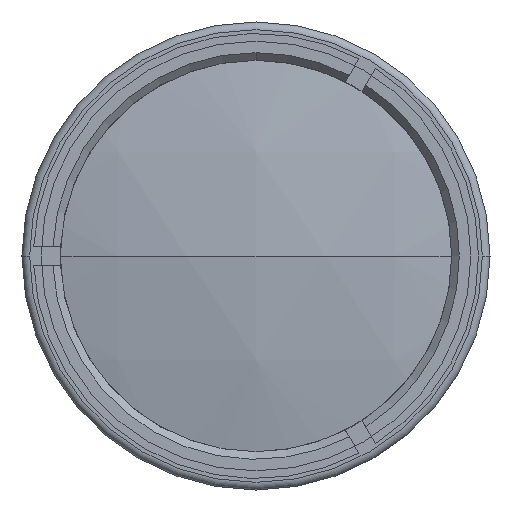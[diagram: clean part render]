
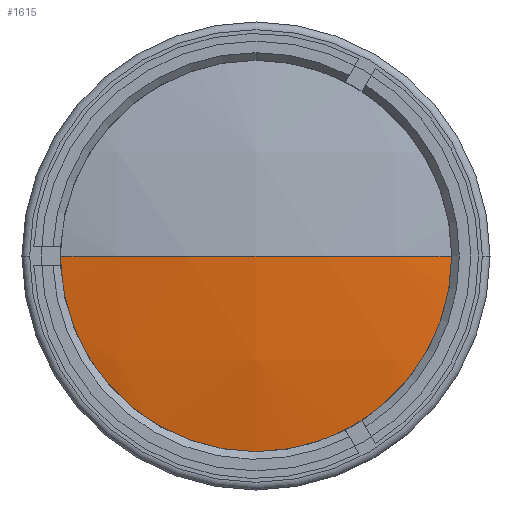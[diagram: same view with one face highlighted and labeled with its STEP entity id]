
A CAD part, left-side view. The second image highlights one B-rep face of the part: STEP entity #1615.
In plain terms, the highlighted spherical face has radius 124 mm.
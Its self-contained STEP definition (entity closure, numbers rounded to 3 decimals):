
#77 = ORIENTED_EDGE ( 'NONE', *, *, #927, .T. ) ;
#122 = CARTESIAN_POINT ( 'NONE',  ( -104.365, 0., 0. ) ) ;
#201 = DIRECTION ( 'NONE',  ( -1., 0., 0. ) ) ;
#481 = CIRCLE ( 'NONE', #1732, 27. ) ;
#493 = CIRCLE ( 'NONE', #2195, 124. ) ;
#554 = AXIS2_PLACEMENT_3D ( 'NONE', #1327, #3617, #1658 ) ;
#639 = CIRCLE ( 'NONE', #554, 124. ) ;
#863 = DIRECTION ( 'NONE',  ( 0., 0., 1. ) ) ;
#904 = EDGE_CURVE ( 'NONE', #1915, #1913, #481, .T. ) ;
#927 = EDGE_CURVE ( 'NONE', #1913, #2881, #493, .T. ) ;
#1145 = SPHERICAL_SURFACE ( 'NONE', #3560, 124. ) ;
#1248 = FACE_OUTER_BOUND ( 'NONE', #2815, .T. ) ;
#1327 = CARTESIAN_POINT ( 'NONE',  ( 16.66, 0., 0. ) ) ;
#1351 = CARTESIAN_POINT ( 'NONE',  ( -104.365, 27., 0. ) ) ;
#1615 = ADVANCED_FACE ( 'NONE', ( #1248 ), #1145, .T. ) ;
#1658 = DIRECTION ( 'NONE',  ( 0., -1., 0. ) ) ;
#1732 = AXIS2_PLACEMENT_3D ( 'NONE', #122, #201, #863 ) ;
#1786 = EDGE_CURVE ( 'NONE', #1915, #2881, #639, .T. ) ;
#1900 = DIRECTION ( 'NONE',  ( 0., 1., 0. ) ) ;
#1913 = VERTEX_POINT ( 'NONE', #3033 ) ;
#1915 = VERTEX_POINT ( 'NONE', #1351 ) ;
#1927 = ORIENTED_EDGE ( 'NONE', *, *, #904, .T. ) ;
#2195 = AXIS2_PLACEMENT_3D ( 'NONE', #3979, #3964, #3937 ) ;
#2458 = ORIENTED_EDGE ( 'NONE', *, *, #1786, .F. ) ;
#2815 = EDGE_LOOP ( 'NONE', ( #1927, #77, #2458 ) ) ;
#2881 = VERTEX_POINT ( 'NONE', #3654 ) ;
#3033 = CARTESIAN_POINT ( 'NONE',  ( -104.365, -27., 0. ) ) ;
#3560 = AXIS2_PLACEMENT_3D ( 'NONE', #4023, #3791, #1900 ) ;
#3617 = DIRECTION ( 'NONE',  ( 0., 0., 1. ) ) ;
#3654 = CARTESIAN_POINT ( 'NONE',  ( -107.34, 0., 0. ) ) ;
#3791 = DIRECTION ( 'NONE',  ( 0., 0., -1. ) ) ;
#3937 = DIRECTION ( 'NONE',  ( 0., 1., 0. ) ) ;
#3964 = DIRECTION ( 'NONE',  ( 0., 0., -1. ) ) ;
#3979 = CARTESIAN_POINT ( 'NONE',  ( 16.66, 0., 0. ) ) ;
#4023 = CARTESIAN_POINT ( 'NONE',  ( 16.66, 0., 0. ) ) ;
